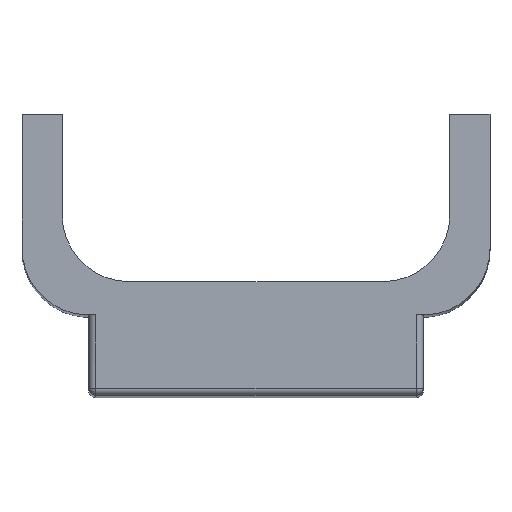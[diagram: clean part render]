
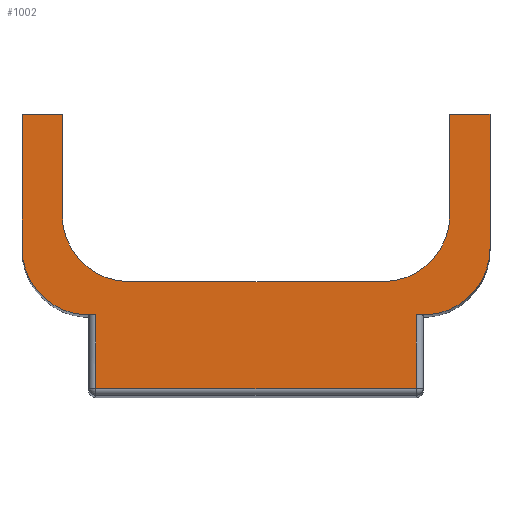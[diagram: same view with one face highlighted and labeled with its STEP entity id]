
A CAD part, top view. The second image highlights one B-rep face of the part: STEP entity #1002.
In plain terms, the highlighted planar face has unit normal (0, 0, 1).
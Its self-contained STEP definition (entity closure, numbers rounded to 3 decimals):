
#11 = DIRECTION ( 'NONE',  ( -1., 0., 0. ) ) ;
#12 = VECTOR ( 'NONE', #1096, 1000. ) ;
#19 = CARTESIAN_POINT ( 'NONE',  ( -30.275, -25.913, 200. ) ) ;
#28 = CARTESIAN_POINT ( 'NONE',  ( 27.725, -15.913, 200. ) ) ;
#30 = VERTEX_POINT ( 'NONE', #595 ) ;
#34 = CARTESIAN_POINT ( 'NONE',  ( 17.725, -25.913, 200. ) ) ;
#38 = VERTEX_POINT ( 'NONE', #380 ) ;
#45 = AXIS2_PLACEMENT_3D ( 'NONE', #1034, #1164, #1144 ) ;
#73 = VERTEX_POINT ( 'NONE', #314 ) ;
#103 = ORIENTED_EDGE ( 'NONE', *, *, #771, .T. ) ;
#114 = CARTESIAN_POINT ( 'NONE',  ( 0., 0., 200. ) ) ;
#120 = CIRCLE ( 'NONE', #422, 10. ) ;
#123 = CARTESIAN_POINT ( 'NONE',  ( 23.725, -20.909, 200. ) ) ;
#126 = EDGE_CURVE ( 'NONE', #537, #801, #207, .T. ) ;
#143 = CARTESIAN_POINT ( 'NONE',  ( -25.275, -41.909, 200. ) ) ;
#144 = CARTESIAN_POINT ( 'NONE',  ( -25.275, -30.859, 200. ) ) ;
#147 = LINE ( 'NONE', #770, #684 ) ;
#149 = LINE ( 'NONE', #452, #430 ) ;
#167 = EDGE_CURVE ( 'NONE', #507, #1058, #200, .T. ) ;
#174 = DIRECTION ( 'NONE',  ( 1., 0., 0. ) ) ;
#185 = EDGE_CURVE ( 'NONE', #243, #73, #838, .T. ) ;
#197 = ORIENTED_EDGE ( 'NONE', *, *, #879, .T. ) ;
#200 = LINE ( 'NONE', #1151, #716 ) ;
#206 = VERTEX_POINT ( 'NONE', #214 ) ;
#207 = LINE ( 'NONE', #709, #484 ) ;
#214 = CARTESIAN_POINT ( 'NONE',  ( -36.275, -20.909, 200. ) ) ;
#219 = LINE ( 'NONE', #1250, #890 ) ;
#243 = VERTEX_POINT ( 'NONE', #34 ) ;
#249 = CARTESIAN_POINT ( 'NONE',  ( 27.725, -25.913, 200. ) ) ;
#254 = LINE ( 'NONE', #249, #1135 ) ;
#269 = LINE ( 'NONE', #677, #12 ) ;
#277 = AXIS2_PLACEMENT_3D ( 'NONE', #1091, #1115, #174 ) ;
#286 = EDGE_CURVE ( 'NONE', #1058, #1168, #550, .T. ) ;
#295 = ORIENTED_EDGE ( 'NONE', *, *, #907, .T. ) ;
#307 = CARTESIAN_POINT ( 'NONE',  ( -36.275, -0.909, 200. ) ) ;
#310 = VECTOR ( 'NONE', #1175, 1000. ) ;
#314 = CARTESIAN_POINT ( 'NONE',  ( -20.275, -25.913, 200. ) ) ;
#323 = DIRECTION ( 'NONE',  ( 0., 0., 1. ) ) ;
#330 = DIRECTION ( 'NONE',  ( -1., 0., 0. ) ) ;
#332 = DIRECTION ( 'NONE',  ( 1., 0., 0. ) ) ;
#336 = PLANE ( 'NONE',  #1072 ) ;
#345 = ORIENTED_EDGE ( 'NONE', *, *, #421, .T. ) ;
#363 = CARTESIAN_POINT ( 'NONE',  ( 22.725, -41.909, 200. ) ) ;
#380 = CARTESIAN_POINT ( 'NONE',  ( 22.725, -30.859, 200. ) ) ;
#404 = CIRCLE ( 'NONE', #277, 10. ) ;
#409 = DIRECTION ( 'NONE',  ( 0., -1., 0. ) ) ;
#421 = EDGE_CURVE ( 'NONE', #73, #852, #530, .T. ) ;
#422 = AXIS2_PLACEMENT_3D ( 'NONE', #123, #630, #332 ) ;
#430 = VECTOR ( 'NONE', #665, 1000. ) ;
#445 = CARTESIAN_POINT ( 'NONE',  ( -20.275, -15.913, 200. ) ) ;
#452 = CARTESIAN_POINT ( 'NONE',  ( 33.725, -30.909, 200. ) ) ;
#484 = VECTOR ( 'NONE', #11, 1000. ) ;
#507 = VERTEX_POINT ( 'NONE', #144 ) ;
#523 = EDGE_CURVE ( 'NONE', #38, #689, #120, .T. ) ;
#530 = CIRCLE ( 'NONE', #675, 10. ) ;
#537 = VERTEX_POINT ( 'NONE', #983 ) ;
#538 = ORIENTED_EDGE ( 'NONE', *, *, #1170, .T. ) ;
#550 = LINE ( 'NONE', #579, #310 ) ;
#579 = CARTESIAN_POINT ( 'NONE',  ( 23.725, -41.909, 200. ) ) ;
#586 = LINE ( 'NONE', #307, #896 ) ;
#587 = ORIENTED_EDGE ( 'NONE', *, *, #523, .T. ) ;
#595 = CARTESIAN_POINT ( 'NONE',  ( 27.725, -0.909, 200. ) ) ;
#616 = CARTESIAN_POINT ( 'NONE',  ( 33.725, -20.909, 200. ) ) ;
#623 = CARTESIAN_POINT ( 'NONE',  ( -36.275, -0.909, 200. ) ) ;
#630 = DIRECTION ( 'NONE',  ( 0., 0., 1. ) ) ;
#634 = DIRECTION ( 'NONE',  ( -1., 0., 0. ) ) ;
#645 = EDGE_CURVE ( 'NONE', #852, #537, #269, .T. ) ;
#651 = DIRECTION ( 'NONE',  ( 0., 0., -1. ) ) ;
#665 = DIRECTION ( 'NONE',  ( 0., 1., 0. ) ) ;
#675 = AXIS2_PLACEMENT_3D ( 'NONE', #445, #651, #1070 ) ;
#677 = CARTESIAN_POINT ( 'NONE',  ( -30.275, -0.909, 200. ) ) ;
#680 = ORIENTED_EDGE ( 'NONE', *, *, #1050, .T. ) ;
#684 = VECTOR ( 'NONE', #1073, 1000. ) ;
#689 = VERTEX_POINT ( 'NONE', #616 ) ;
#709 = CARTESIAN_POINT ( 'NONE',  ( -30.275, -0.909, 200. ) ) ;
#716 = VECTOR ( 'NONE', #409, 1000. ) ;
#723 = FACE_OUTER_BOUND ( 'NONE', #724, .T. ) ;
#724 = EDGE_LOOP ( 'NONE', ( #1116, #587, #819, #103, #538, #680, #919, #345, #915, #1200, #295, #197, #945, #1215 ) ) ;
#733 = VERTEX_POINT ( 'NONE', #796 ) ;
#770 = CARTESIAN_POINT ( 'NONE',  ( 22.725, -30.909, 200. ) ) ;
#771 = EDGE_CURVE ( 'NONE', #733, #30, #219, .T. ) ;
#772 = CIRCLE ( 'NONE', #45, 10. ) ;
#796 = CARTESIAN_POINT ( 'NONE',  ( 33.725, -0.909, 200. ) ) ;
#801 = VERTEX_POINT ( 'NONE', #623 ) ;
#803 = DIRECTION ( 'NONE',  ( 0., -1., 0. ) ) ;
#819 = ORIENTED_EDGE ( 'NONE', *, *, #1178, .T. ) ;
#838 = LINE ( 'NONE', #19, #1232 ) ;
#852 = VERTEX_POINT ( 'NONE', #1150 ) ;
#879 = EDGE_CURVE ( 'NONE', #206, #507, #404, .T. ) ;
#890 = VECTOR ( 'NONE', #634, 1000. ) ;
#896 = VECTOR ( 'NONE', #803, 1000. ) ;
#907 = EDGE_CURVE ( 'NONE', #801, #206, #586, .T. ) ;
#915 = ORIENTED_EDGE ( 'NONE', *, *, #645, .T. ) ;
#919 = ORIENTED_EDGE ( 'NONE', *, *, #185, .T. ) ;
#945 = ORIENTED_EDGE ( 'NONE', *, *, #167, .T. ) ;
#956 = DIRECTION ( 'NONE',  ( 1., 0., 0. ) ) ;
#983 = CARTESIAN_POINT ( 'NONE',  ( -30.275, -0.909, 200. ) ) ;
#1002 = ADVANCED_FACE ( 'NONE', ( #723 ), #336, .T. ) ;
#1034 = CARTESIAN_POINT ( 'NONE',  ( 17.725, -15.913, 200. ) ) ;
#1050 = EDGE_CURVE ( 'NONE', #1131, #243, #772, .T. ) ;
#1058 = VERTEX_POINT ( 'NONE', #143 ) ;
#1069 = DIRECTION ( 'NONE',  ( 0., -1., 0. ) ) ;
#1070 = DIRECTION ( 'NONE',  ( 1., 0., 0. ) ) ;
#1072 = AXIS2_PLACEMENT_3D ( 'NONE', #114, #323, #956 ) ;
#1073 = DIRECTION ( 'NONE',  ( 0., 1., 0. ) ) ;
#1091 = CARTESIAN_POINT ( 'NONE',  ( -26.275, -20.909, 200. ) ) ;
#1096 = DIRECTION ( 'NONE',  ( 0., 1., 0. ) ) ;
#1115 = DIRECTION ( 'NONE',  ( 0., 0., 1. ) ) ;
#1116 = ORIENTED_EDGE ( 'NONE', *, *, #1291, .T. ) ;
#1131 = VERTEX_POINT ( 'NONE', #28 ) ;
#1135 = VECTOR ( 'NONE', #1069, 1000. ) ;
#1144 = DIRECTION ( 'NONE',  ( 1., 0., 0. ) ) ;
#1150 = CARTESIAN_POINT ( 'NONE',  ( -30.275, -15.913, 200. ) ) ;
#1151 = CARTESIAN_POINT ( 'NONE',  ( -25.275, -42.909, 200. ) ) ;
#1164 = DIRECTION ( 'NONE',  ( 0., 0., -1. ) ) ;
#1168 = VERTEX_POINT ( 'NONE', #363 ) ;
#1170 = EDGE_CURVE ( 'NONE', #30, #1131, #254, .T. ) ;
#1175 = DIRECTION ( 'NONE',  ( 1., 0., 0. ) ) ;
#1178 = EDGE_CURVE ( 'NONE', #689, #733, #149, .T. ) ;
#1200 = ORIENTED_EDGE ( 'NONE', *, *, #126, .T. ) ;
#1215 = ORIENTED_EDGE ( 'NONE', *, *, #286, .T. ) ;
#1232 = VECTOR ( 'NONE', #330, 1000. ) ;
#1250 = CARTESIAN_POINT ( 'NONE',  ( 33.725, -0.909, 200. ) ) ;
#1291 = EDGE_CURVE ( 'NONE', #1168, #38, #147, .T. ) ;
